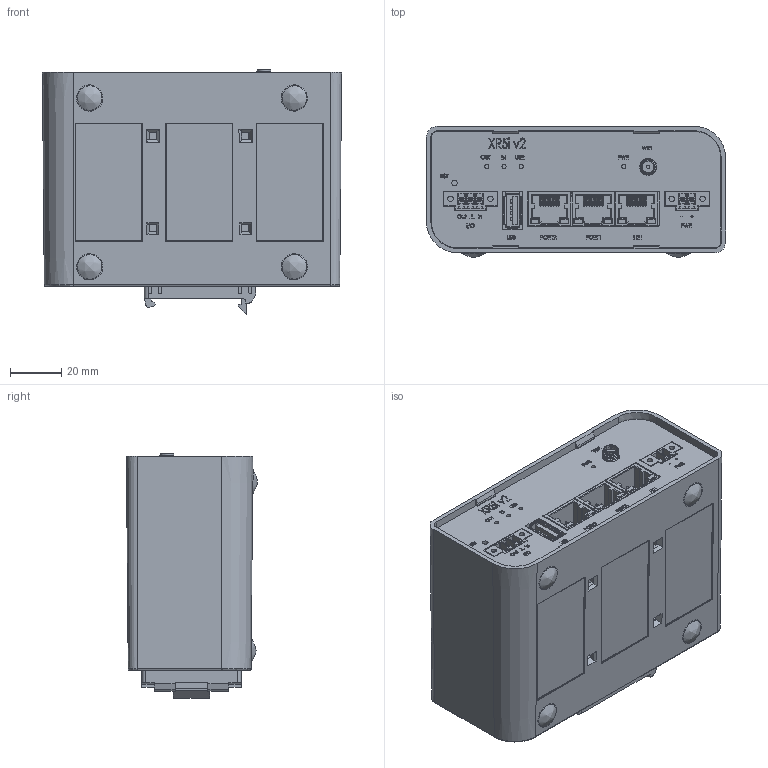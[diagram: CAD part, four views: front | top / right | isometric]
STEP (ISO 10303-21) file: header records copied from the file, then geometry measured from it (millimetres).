
FILE_DESCRIPTION (( 'STEP AP214' ), '1' );
FILE_NAME ('XR5i_v2F_1A.STEP', '2019-02-06T10:25:58', ( '' ), ( '' ), 'SwSTEP 2.0', 'SolidWorks 2018', '' );
FILE_SCHEMA (( 'AUTOMOTIVE_DESIGN' ));
Length unit declared in the file: millimetre
Products named in the file (20): 691325110003_04; USB-A_DＧaut; 691325110003_02; 691325110003_03; 691325110002_05; 691325110003_01; 691325110003; 691325110002_01; XR5i_v2F_1A; 523_CPC2_XR5i_v2F_1A_NL_W; CPK2 box; SMA-J-P-H-ST-EM3; 691325110003_06; 691325110002_04; BB-CPD2-x_BB-CPD2-G; 691325110002; User Library-Rj45-1; 691325110002_03; 691325110003_05; 691325110002_02
Assembly tree (21 placements, depth 3):
  XR5i_v2F_1A
    523_CPC2_XR5i_v2F_1A_NL_W
    691325110002
      691325110002_01
      691325110002_02
      691325110002_03
      691325110002_04
      691325110002_05
    691325110003
      691325110003_01
      691325110003_02
      691325110003_03
      691325110003_04
      691325110003_05
      691325110003_06
    SMA-J-P-H-ST-EM3
    User Library-Rj45-1  x3
    CPK2 box
    USB-A_DＧaut
    BB-CPD2-x_BB-CPD2-G
Bounding box: 116.96 x 51.31 x 95.76 mm (x, y, z)
Volume: 19725.5 mm3; surface area: 94553.6 mm2
Topology: 18 solids, 21 shells, 3148 faces, 8074 edges, 5145 vertices
Faces by surface type: plane 1785, cylinder 741, bspline 372, torus 192, cone 54, sphere 4
Entity records: 110621 total; most frequent: CARTESIAN_POINT 35165, ORIENTED_EDGE 13086, DIRECTION 10879, EDGE_CURVE 6546, LINE 4523, VECTOR 4523, VERTEX_POINT 4233, AXIS2_PLACEMENT_3D 3178
